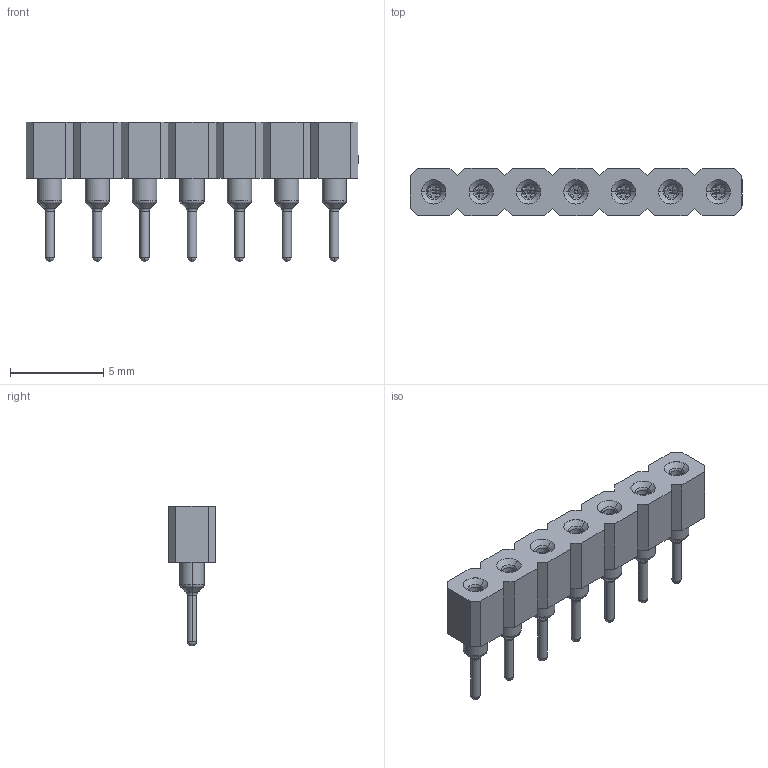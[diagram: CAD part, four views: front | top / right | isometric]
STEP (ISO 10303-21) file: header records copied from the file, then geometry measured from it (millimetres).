
FILE_DESCRIPTION (( 'STEP AP214' ), '1' );
FILE_NAME ('HDR-TH_7P-P2.54-V-F_MF254V-11-07-0743.STEP', '2023-11-28T01:41:18', ( '' ), ( '' ), 'SwSTEP 2.0', 'SolidWorks 2020', '' );
FILE_SCHEMA (( 'AUTOMOTIVE_DESIGN' ));
Length unit declared in the file: millimetre
Products named in the file (1): HDR-TH_7P-P2.54-V-F_MF254V-11-07-0743
Bounding box: 17.78 x 2.54 x 7.48 mm (x, y, z)
Volume: 126.3 mm3; surface area: 585.5 mm2
Topology: 8 solids, 8 shells, 928 faces, 2357 edges, 1436 vertices
Faces by surface type: plane 284, cylinder 266, bspline 154, torus 112, cone 98, sphere 14
Entity records: 42112 total; most frequent: CARTESIAN_POINT 11068, ORIENTED_EDGE 4658, DIRECTION 3833, EDGE_CURVE 2329, VERTEX_POINT 1436, AXIS2_PLACEMENT_3D 1405, VECTOR 1023, LINE 1023
